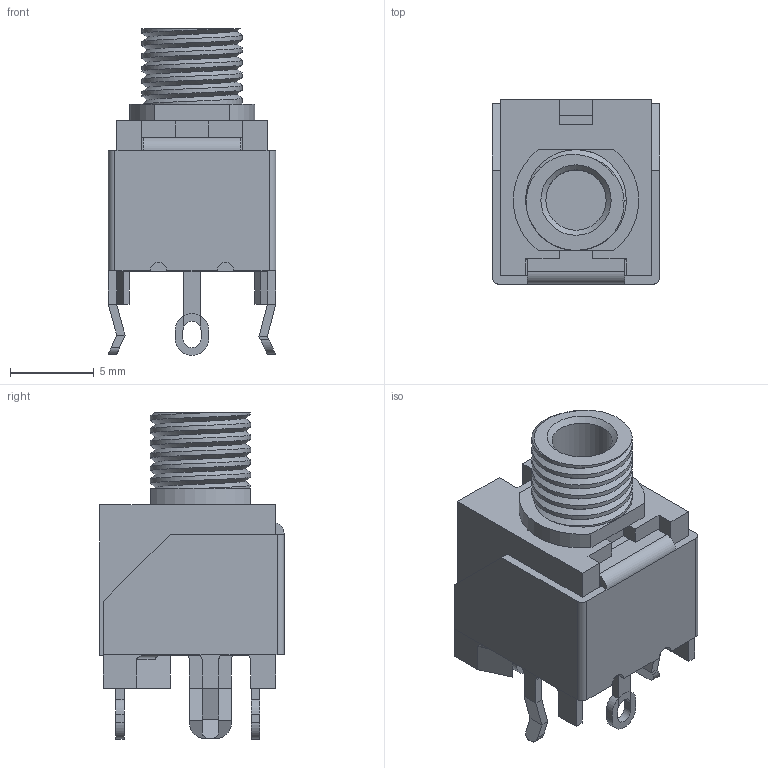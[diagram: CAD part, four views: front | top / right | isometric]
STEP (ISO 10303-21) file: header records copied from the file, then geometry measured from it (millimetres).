
FILE_DESCRIPTION(('FreeCAD Model'),'2;1');
FILE_NAME( 'PJ301BM.step', '2021-03-19T21:46:04',('Author'),(''), 'Open CASCADE STEP processor 7.3','FreeCAD','Unknown');
FILE_SCHEMA(('AUTOMOTIVE_DESIGN { 1 0 10303 214 1 1 1 1 }'));
Length unit declared in the file: millimetre
Products named in the file (5): TN; T; Hole; S; Body
Bounding box: 10 x 11.01 x 19.5 mm (x, y, z)
Volume: 623.8 mm3; surface area: 1902.8 mm2
Topology: 5 solids, 5 shells, 224 faces, 578 edges, 357 vertices
Faces by surface type: plane 170, cylinder 39, bspline 14, cone 1
Full cylindrical faces by diameter (mm): 3.6 x2, 6 x5
Entity records: 18297 total; most frequent: CARTESIAN_POINT 6640, DIRECTION 2120, LINE 1486, VECTOR 1486, ORIENTED_EDGE 1156, PCURVE 1156, DEFINITIONAL_REPRESENTATION 1156, EDGE_CURVE 578
